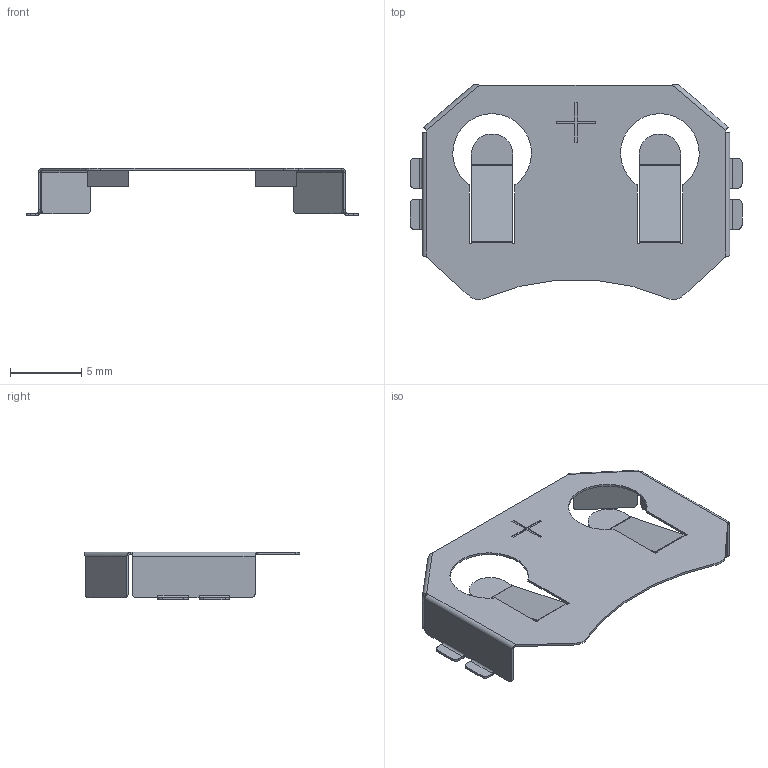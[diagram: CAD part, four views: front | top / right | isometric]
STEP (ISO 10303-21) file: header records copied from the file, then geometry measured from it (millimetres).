
FILE_DESCRIPTION(/* description */ (''),/* implementation_level */ '2;1');
FILE_NAME(/* name */ 'CR2032_open_BH.step',/* time_stamp */ '2019-01-03T19:45:58+01:00',/* author */ (''),/* organization */ (''),/* preprocessor_version */ 'ST-DEVELOPER v17.2',/* originating_system */ 'Autodesk Translation Framework v7.6.0.251',/* authorisation */ '');
FILE_SCHEMA (('AUTOMOTIVE_DESIGN { 1 0 10303 214 3 1 1 }'));
Length unit declared in the file: millimetre
Products named in the file (1): cr2032 smd holder
Bounding box: 23.25 x 15.06 x 3.35 mm (x, y, z)
Volume: 51.7 mm3; surface area: 717.2 mm2
Topology: 1 solids, 1 shells, 193 faces, 476 edges, 286 vertices
Faces by surface type: plane 138, cylinder 49, bspline 6
Entity records: 5719 total; most frequent: CARTESIAN_POINT 1132, ORIENTED_EDGE 952, DIRECTION 928, EDGE_CURVE 476, LINE 372, VECTOR 372, VERTEX_POINT 286, AXIS2_PLACEMENT_3D 278
